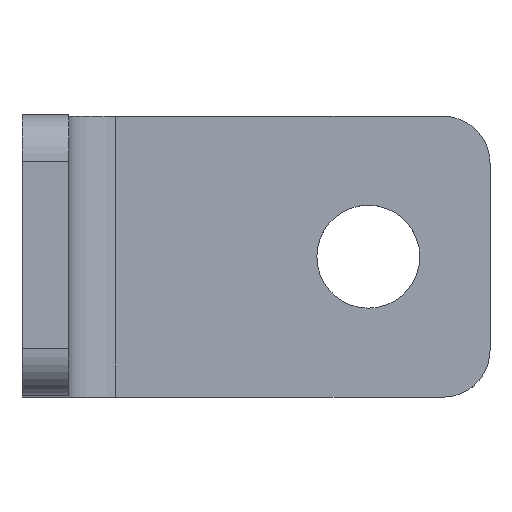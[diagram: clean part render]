
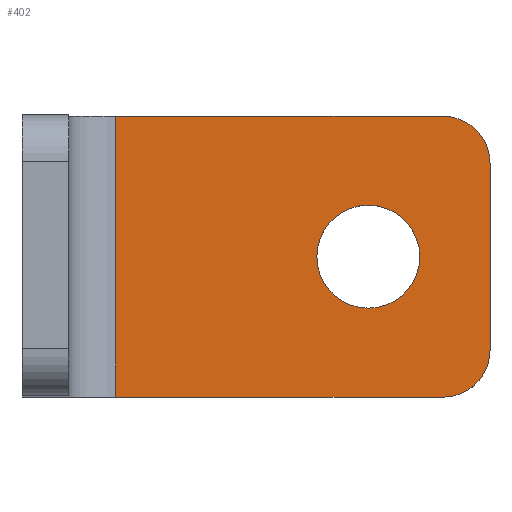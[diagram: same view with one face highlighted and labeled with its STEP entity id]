
A CAD part, top view. The second image highlights one B-rep face of the part: STEP entity #402.
In plain terms, the highlighted planar face has unit normal (0, 0, 1).
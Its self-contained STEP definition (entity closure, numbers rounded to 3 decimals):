
#19=FACE_BOUND('',#84,.T.);
#33=PLANE('',#445);
#56=FACE_OUTER_BOUND('',#83,.T.);
#83=EDGE_LOOP('',(#364,#365,#366,#367,#368,#369));
#84=EDGE_LOOP('',(#370));
#89=LINE('',#581,#125);
#95=LINE('',#599,#131);
#119=LINE('',#674,#155);
#120=LINE('',#676,#156);
#125=VECTOR('',#460,20.);
#131=VECTOR('',#478,35.);
#155=VECTOR('',#560,30.);
#156=VECTOR('',#563,35.);
#157=CIRCLE('',#406,5.);
#161=CIRCLE('',#413,5.);
#170=CIRCLE('',#433,5.5);
#175=VERTEX_POINT('',#568);
#176=VERTEX_POINT('',#569);
#180=VERTEX_POINT('',#579);
#185=VERTEX_POINT('',#593);
#186=VERTEX_POINT('',#597);
#206=VERTEX_POINT('',#656);
#208=VERTEX_POINT('',#669);
#209=EDGE_CURVE('',#175,#176,#157,.T.);
#215=EDGE_CURVE('',#180,#175,#89,.T.);
#221=EDGE_CURVE('',#185,#180,#161,.T.);
#224=EDGE_CURVE('',#186,#185,#95,.T.);
#252=EDGE_CURVE('',#206,#206,#170,.T.);
#261=EDGE_CURVE('',#186,#208,#119,.T.);
#262=EDGE_CURVE('',#176,#208,#120,.T.);
#364=ORIENTED_EDGE('',*,*,#209,.F.);
#365=ORIENTED_EDGE('',*,*,#215,.F.);
#366=ORIENTED_EDGE('',*,*,#221,.F.);
#367=ORIENTED_EDGE('',*,*,#224,.F.);
#368=ORIENTED_EDGE('',*,*,#261,.T.);
#369=ORIENTED_EDGE('',*,*,#262,.F.);
#370=ORIENTED_EDGE('',*,*,#252,.T.);
#402=ADVANCED_FACE('',(#56,#19),#33,.T.);
#406=AXIS2_PLACEMENT_3D('',#570,#450,#451);
#413=AXIS2_PLACEMENT_3D('',#594,#472,#473);
#433=AXIS2_PLACEMENT_3D('',#657,#534,#535);
#445=AXIS2_PLACEMENT_3D('',#677,#564,#565);
#450=DIRECTION('center_axis',(0.,0.,-1.));
#451=DIRECTION('ref_axis',(0.707,-0.707,0.));
#460=DIRECTION('',(0.,-1.,0.));
#472=DIRECTION('center_axis',(0.,0.,-1.));
#473=DIRECTION('ref_axis',(0.707,0.707,0.));
#478=DIRECTION('',(1.,0.,0.));
#534=DIRECTION('center_axis',(0.,0.,-1.));
#535=DIRECTION('ref_axis',(1.,0.,0.));
#560=DIRECTION('',(0.,-1.,0.));
#563=DIRECTION('',(-1.,0.,0.));
#564=DIRECTION('center_axis',(0.,0.,1.));
#565=DIRECTION('ref_axis',(1.,0.,0.));
#568=CARTESIAN_POINT('',(25.,-10.,5.));
#569=CARTESIAN_POINT('',(20.,-15.,5.));
#570=CARTESIAN_POINT('Origin',(20.,-10.,5.));
#579=CARTESIAN_POINT('',(25.,10.,5.));
#581=CARTESIAN_POINT('',(25.,15.,5.));
#593=CARTESIAN_POINT('',(20.,15.,5.));
#594=CARTESIAN_POINT('Origin',(20.,10.,5.));
#597=CARTESIAN_POINT('',(-15.,15.,5.));
#599=CARTESIAN_POINT('',(-25.,15.,5.));
#656=CARTESIAN_POINT('',(17.5,0.,5.));
#657=CARTESIAN_POINT('Origin',(12.,0.,5.));
#669=CARTESIAN_POINT('',(-15.,-15.,5.));
#674=CARTESIAN_POINT('',(-15.,-7.5,5.));
#676=CARTESIAN_POINT('',(25.,-15.,5.));
#677=CARTESIAN_POINT('Origin',(0.,0.,5.));
